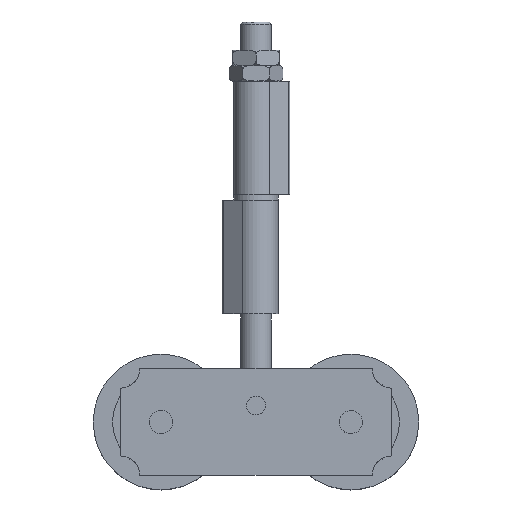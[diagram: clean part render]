
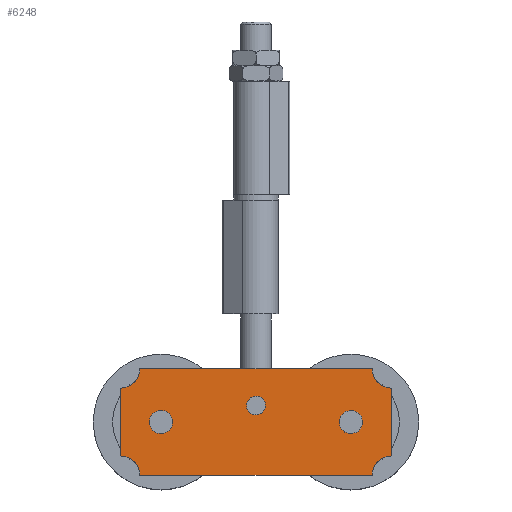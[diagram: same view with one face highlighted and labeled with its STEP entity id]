
A CAD part, top view. The second image highlights one B-rep face of the part: STEP entity #6248.
In plain terms, the highlighted planar face has unit normal (0, 0, 1).
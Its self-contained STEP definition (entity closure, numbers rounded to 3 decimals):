
#761=FACE_OUTER_BOUND('',#1215,.T.);
#1215=EDGE_LOOP('',(#5585,#5586,#5587,#5588,#5589,#5590,#5591,#5592));
#1610=LINE('',#11617,#2013);
#1611=LINE('',#11621,#2014);
#1612=LINE('',#11625,#2015);
#1613=LINE('',#11628,#2016);
#2013=VECTOR('',#9063,10.);
#2014=VECTOR('',#9066,10.);
#2015=VECTOR('',#9069,10.);
#2016=VECTOR('',#9072,10.);
#2453=CIRCLE('',#7101,10.);
#2454=CIRCLE('',#7102,10.);
#2455=CIRCLE('',#7103,10.);
#2456=CIRCLE('',#7104,10.);
#3010=VERTEX_POINT('',#11613);
#3011=VERTEX_POINT('',#11614);
#3012=VERTEX_POINT('',#11616);
#3013=VERTEX_POINT('',#11618);
#3014=VERTEX_POINT('',#11620);
#3015=VERTEX_POINT('',#11622);
#3016=VERTEX_POINT('',#11624);
#3017=VERTEX_POINT('',#11626);
#3874=EDGE_CURVE('',#3010,#3011,#2453,.T.);
#3875=EDGE_CURVE('',#3012,#3010,#1610,.T.);
#3876=EDGE_CURVE('',#3013,#3012,#2454,.T.);
#3877=EDGE_CURVE('',#3014,#3013,#1611,.T.);
#3878=EDGE_CURVE('',#3015,#3014,#2455,.T.);
#3879=EDGE_CURVE('',#3016,#3015,#1612,.T.);
#3880=EDGE_CURVE('',#3017,#3016,#2456,.T.);
#3881=EDGE_CURVE('',#3011,#3017,#1613,.T.);
#5585=ORIENTED_EDGE('',*,*,#3874,.F.);
#5586=ORIENTED_EDGE('',*,*,#3875,.F.);
#5587=ORIENTED_EDGE('',*,*,#3876,.F.);
#5588=ORIENTED_EDGE('',*,*,#3877,.F.);
#5589=ORIENTED_EDGE('',*,*,#3878,.F.);
#5590=ORIENTED_EDGE('',*,*,#3879,.F.);
#5591=ORIENTED_EDGE('',*,*,#3880,.F.);
#5592=ORIENTED_EDGE('',*,*,#3881,.F.);
#5867=PLANE('',#7100);
#6248=ADVANCED_FACE('',(#761),#5867,.T.);
#7100=AXIS2_PLACEMENT_3D('',#11612,#9059,#9060);
#7101=AXIS2_PLACEMENT_3D('',#11615,#9061,#9062);
#7102=AXIS2_PLACEMENT_3D('',#11619,#9064,#9065);
#7103=AXIS2_PLACEMENT_3D('',#11623,#9067,#9068);
#7104=AXIS2_PLACEMENT_3D('',#11627,#9070,#9071);
#9059=DIRECTION('center_axis',(0.,0.,
1.));
#9060=DIRECTION('ref_axis',(-1.,0.,0.));
#9061=DIRECTION('center_axis',(0.,0.,
1.));
#9062=DIRECTION('ref_axis',(1.,0.,0.));
#9063=DIRECTION('',(-1.,0.,0.));
#9064=DIRECTION('center_axis',(0.,0.,
1.));
#9065=DIRECTION('ref_axis',(0.,1.,0.));
#9066=DIRECTION('',(0.,-1.,0.));
#9067=DIRECTION('center_axis',(0.,0.,
1.));
#9068=DIRECTION('ref_axis',(-1.,0.,0.));
#9069=DIRECTION('',(1.,0.,0.));
#9070=DIRECTION('center_axis',(0.,0.,
1.));
#9071=DIRECTION('ref_axis',(0.,-1.,0.));
#9072=DIRECTION('',(0.,1.,0.));
#11612=CARTESIAN_POINT('Origin',(0.,27.5,
28.));
#11613=CARTESIAN_POINT('',(-60.,0.,28.));
#11614=CARTESIAN_POINT('',(-70.,10.,28.));
#11615=CARTESIAN_POINT('Origin',(-70.,0.,28.));
#11616=CARTESIAN_POINT('',(60.,0.,28.));
#11617=CARTESIAN_POINT('',(60.,0.,28.));
#11618=CARTESIAN_POINT('',(70.,10.,28.));
#11619=CARTESIAN_POINT('Origin',(70.,0.,28.));
#11620=CARTESIAN_POINT('',(70.,45.,28.));
#11621=CARTESIAN_POINT('',(70.,45.,28.));
#11622=CARTESIAN_POINT('',(60.,55.,28.));
#11623=CARTESIAN_POINT('Origin',(70.,55.,28.));
#11624=CARTESIAN_POINT('',(-60.,55.,28.));
#11625=CARTESIAN_POINT('',(-60.,55.,28.));
#11626=CARTESIAN_POINT('',(-70.,45.,28.));
#11627=CARTESIAN_POINT('Origin',(-70.,55.,28.));
#11628=CARTESIAN_POINT('',(-70.,10.,28.));
